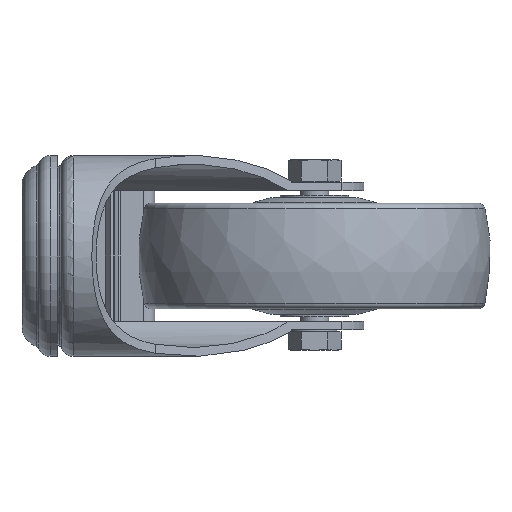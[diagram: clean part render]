
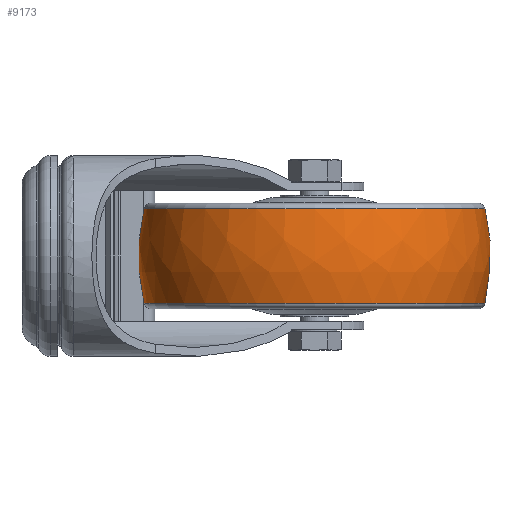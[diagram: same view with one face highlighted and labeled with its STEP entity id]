
A CAD part, left-side view. The second image highlights one B-rep face of the part: STEP entity #9173.
In plain terms, the highlighted face is a revolution surface.
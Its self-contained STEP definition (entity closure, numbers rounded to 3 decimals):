
#9148 = EDGE_CURVE('',#9149,#9149,#9151,.T.);
#9149 = VERTEX_POINT('',#9150);
#9150 = CARTESIAN_POINT('',(13.471,0.,-48.393));
#9151 = CIRCLE('',#9152,48.393);
#9152 = AXIS2_PLACEMENT_3D('',#9153,#9154,#9155);
#9153 = CARTESIAN_POINT('',(13.471,0.,0.));
#9154 = DIRECTION('',(1.,0.,0.));
#9155 = DIRECTION('',(0.,0.,-1.));
#9173 = ADVANCED_FACE('',(#9174),#9197,.F.);
#9174 = FACE_BOUND('',#9175,.F.);
#9175 = EDGE_LOOP('',(#9176,#9185,#9195,#9196));
#9176 = ORIENTED_EDGE('',*,*,#9177,.F.);
#9177 = EDGE_CURVE('',#9178,#9178,#9180,.T.);
#9178 = VERTEX_POINT('',#9179);
#9179 = CARTESIAN_POINT('',(-13.471,0.,-48.393));
#9180 = CIRCLE('',#9181,48.393);
#9181 = AXIS2_PLACEMENT_3D('',#9182,#9183,#9184);
#9182 = CARTESIAN_POINT('',(-13.471,0.,0.));
#9183 = DIRECTION('',(1.,0.,0.));
#9184 = DIRECTION('',(0.,0.,-1.));
#9185 = ORIENTED_EDGE('',*,*,#9186,.F.);
#9186 = EDGE_CURVE('',#9149,#9178,#9187,.T.);
#9187 = ( BOUNDED_CURVE() B_SPLINE_CURVE(6,(#9188,#9189,#9190,#9191,
#9192,#9193,#9194),.UNSPECIFIED.,.F.,.F.) B_SPLINE_CURVE_WITH_KNOTS((7,7
),(2.904,3.379),.PIECEWISE_BEZIER_KNOTS.) CURVE() 
GEOMETRIC_REPRESENTATION_ITEM() RATIONAL_B_SPLINE_CURVE((1.003,
    1.001,1.,0.999,1.,
1.001,1.003)) REPRESENTATION_ITEM('') );
#9188 = CARTESIAN_POINT('',(13.471,0.,
    -48.393));
#9189 = CARTESIAN_POINT('',(9.057,0.,
    -49.461));
#9190 = CARTESIAN_POINT('',(4.551,0.,
    -50.107));
#9191 = CARTESIAN_POINT('',(0.,0.,
    -50.324));
#9192 = CARTESIAN_POINT('',(-4.551,0.,
    -50.107));
#9193 = CARTESIAN_POINT('',(-9.057,0.,
    -49.461));
#9194 = CARTESIAN_POINT('',(-13.471,0.,
    -48.393));
#9195 = ORIENTED_EDGE('',*,*,#9148,.T.);
#9196 = ORIENTED_EDGE('',*,*,#9186,.T.);
#9197 = SURFACE_OF_REVOLUTION('',#9198,#9206);
#9198 = B_SPLINE_CURVE_WITH_KNOTS('',6,(#9199,#9200,#9201,#9202,#9203,
    #9204,#9205),.UNSPECIFIED.,.F.,.F.,(7,7),(2.904,
    3.379),.PIECEWISE_BEZIER_KNOTS.);
#9199 = CARTESIAN_POINT('',(13.471,0.,48.393));
#9200 = CARTESIAN_POINT('',(9.065,0.,49.459));
#9201 = CARTESIAN_POINT('',(4.558,0.,50.107));
#9202 = CARTESIAN_POINT('',(0.,0.,50.325));
#9203 = CARTESIAN_POINT('',(-4.558,0.,50.107));
#9204 = CARTESIAN_POINT('',(-9.065,0.,49.459));
#9205 = CARTESIAN_POINT('',(-13.471,0.,48.393));
#9206 = AXIS1_PLACEMENT('',#9207,#9208);
#9207 = CARTESIAN_POINT('',(0.,0.,0.));
#9208 = DIRECTION('',(1.,0.,0.));
